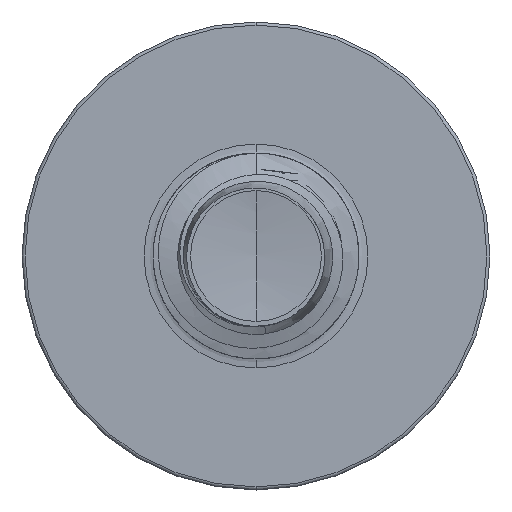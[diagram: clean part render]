
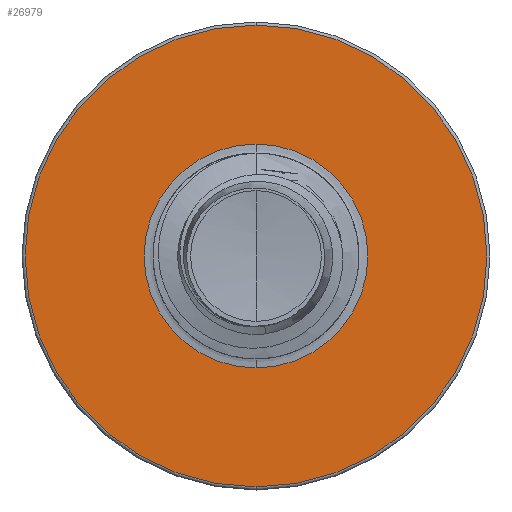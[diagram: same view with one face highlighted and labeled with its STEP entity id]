
A CAD part, front view. The second image highlights one B-rep face of the part: STEP entity #26979.
In plain terms, the highlighted planar face has unit normal (0, -1, 0).
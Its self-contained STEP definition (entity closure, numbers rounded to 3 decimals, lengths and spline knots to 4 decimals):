
#2243 = AXIS2_PLACEMENT_3D ( 'NONE', #2868, #21895, #5875 ) ;
#2279 = DIRECTION ( 'NONE',  ( 0., 0., 1. ) ) ;
#2868 = CARTESIAN_POINT ( 'NONE',  ( 0., 11., 0. ) ) ;
#3422 = CIRCLE ( 'NONE', #19523, 2.467 ) ;
#3907 = CARTESIAN_POINT ( 'NONE',  ( 0., 11., 1.1956 ) ) ;
#4157 = VERTEX_POINT ( 'NONE', #28759 ) ;
#5095 = EDGE_LOOP ( 'NONE', ( #13306, #21025 ) ) ;
#5875 = DIRECTION ( 'NONE',  ( 0., 0., 1. ) ) ;
#7476 = ORIENTED_EDGE ( 'NONE', *, *, #29110, .F. ) ;
#7537 = VERTEX_POINT ( 'NONE', #3907 ) ;
#8130 = CARTESIAN_POINT ( 'NONE',  ( 0., 11., -1.1956 ) ) ;
#10093 = VERTEX_POINT ( 'NONE', #8130 ) ;
#10162 = AXIS2_PLACEMENT_3D ( 'NONE', #14501, #30660, #17059 ) ;
#11433 = DIRECTION ( 'NONE',  ( 0., 1., 0. ) ) ;
#13306 = ORIENTED_EDGE ( 'NONE', *, *, #25483, .T. ) ;
#13719 = CARTESIAN_POINT ( 'NONE',  ( 0., 11., -1.1956 ) ) ;
#14291 = CIRCLE ( 'NONE', #10162, 2.467 ) ;
#14501 = CARTESIAN_POINT ( 'NONE',  ( 0., 11., 0. ) ) ;
#14982 = DIRECTION ( 'NONE',  ( 0., 1., 0. ) ) ;
#16464 = PLANE ( 'NONE',  #16759 ) ;
#16759 = AXIS2_PLACEMENT_3D ( 'NONE', #13719, #19004, #2279 ) ;
#17059 = DIRECTION ( 'NONE',  ( 0., 0., 1. ) ) ;
#19004 = DIRECTION ( 'NONE',  ( 0., 1., 0. ) ) ;
#19523 = AXIS2_PLACEMENT_3D ( 'NONE', #26177, #11433, #28308 ) ;
#20615 = CIRCLE ( 'NONE', #23264, 1.1956 ) ;
#21011 = CARTESIAN_POINT ( 'NONE',  ( 0., 11., -2.467 ) ) ;
#21025 = ORIENTED_EDGE ( 'NONE', *, *, #27673, .T. ) ;
#21895 = DIRECTION ( 'NONE',  ( 0., 1., 0. ) ) ;
#23264 = AXIS2_PLACEMENT_3D ( 'NONE', #28858, #14982, #31082 ) ;
#23511 = FACE_OUTER_BOUND ( 'NONE', #28041, .T. ) ;
#23650 = ORIENTED_EDGE ( 'NONE', *, *, #25524, .F. ) ;
#25483 = EDGE_CURVE ( 'NONE', #7537, #10093, #26889, .T. ) ;
#25524 = EDGE_CURVE ( 'NONE', #32672, #4157, #14291, .T. ) ;
#26177 = CARTESIAN_POINT ( 'NONE',  ( 0., 11., 0. ) ) ;
#26889 = CIRCLE ( 'NONE', #2243, 1.1956 ) ;
#26979 = ADVANCED_FACE ( 'NONE', ( #23511, #28535 ), #16464, .F. ) ;
#27673 = EDGE_CURVE ( 'NONE', #10093, #7537, #20615, .T. ) ;
#28041 = EDGE_LOOP ( 'NONE', ( #7476, #23650 ) ) ;
#28308 = DIRECTION ( 'NONE',  ( 0., 0., 1. ) ) ;
#28535 = FACE_BOUND ( 'NONE', #5095, .T. ) ;
#28759 = CARTESIAN_POINT ( 'NONE',  ( 0., 11., 2.467 ) ) ;
#28858 = CARTESIAN_POINT ( 'NONE',  ( 0., 11., 0. ) ) ;
#29110 = EDGE_CURVE ( 'NONE', #4157, #32672, #3422, .T. ) ;
#30660 = DIRECTION ( 'NONE',  ( 0., 1., 0. ) ) ;
#31082 = DIRECTION ( 'NONE',  ( 0., 0., 1. ) ) ;
#32672 = VERTEX_POINT ( 'NONE', #21011 ) ;
